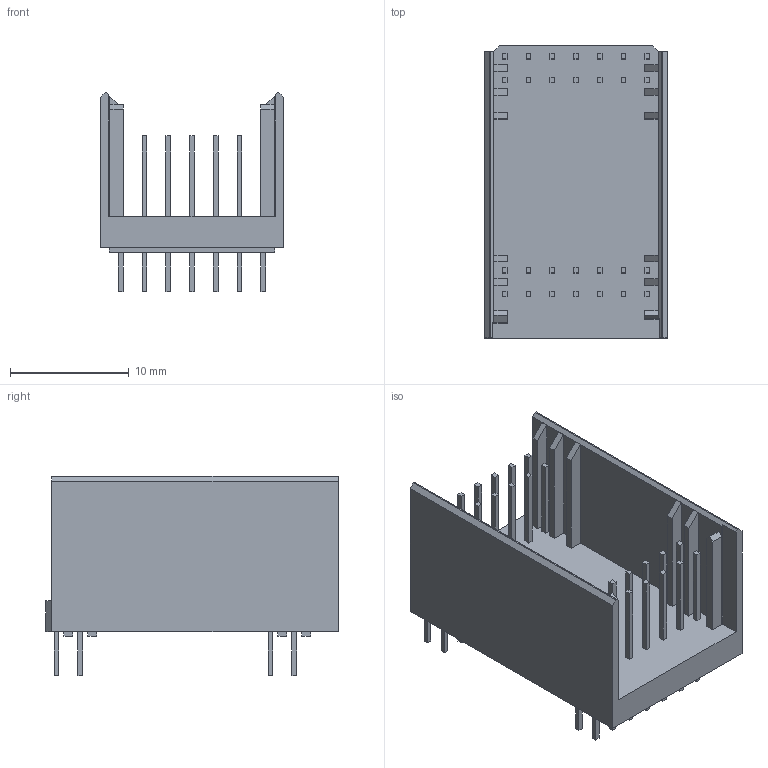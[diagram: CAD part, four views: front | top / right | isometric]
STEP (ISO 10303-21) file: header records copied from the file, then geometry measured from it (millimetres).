
FILE_DESCRIPTION((''),'2;1');
FILE_NAME('ERNI_054546.stp','2014-06-25T10:08:59',(''),(''),'Mechanical Desktop 2011','Mechanical Desktop 2011',', , ');
FILE_SCHEMA(('AUTOMOTIVE_DESIGN { 1 2 10303 214 1 1 1 1 }'));
Length unit declared in the file: millimetre
Products named in the file (1): Product
Bounding box: 15.4 x 24.6 x 16.75 mm (x, y, z)
Volume: 1518.9 mm3; surface area: 3028.1 mm2
Topology: 73 solids, 73 shells, 456 faces, 930 edges, 620 vertices
Faces by surface type: plane 286, bspline 170
Entity records: 11681 total; most frequent: CARTESIAN_POINT 2517, ORIENTED_EDGE 1860, DIRECTION 1504, VECTOR 930, LINE 930, EDGE_CURVE 930, VERTEX_POINT 620, EDGE_LOOP 456
